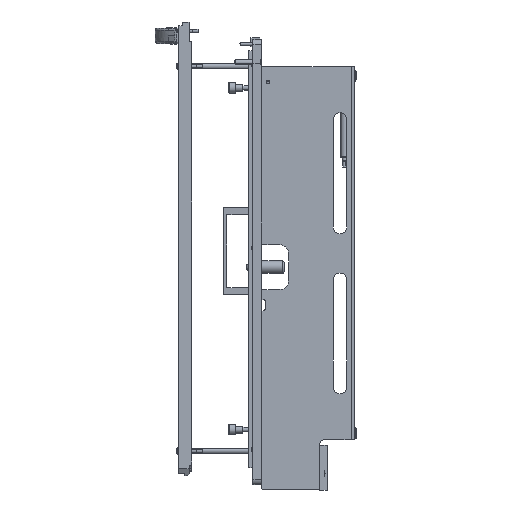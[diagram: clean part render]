
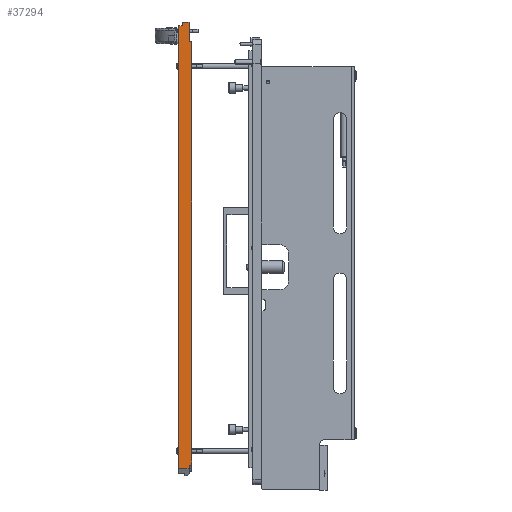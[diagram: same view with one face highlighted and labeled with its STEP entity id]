
A CAD part, left-side view. The second image highlights one B-rep face of the part: STEP entity #37294.
In plain terms, the highlighted face is planar.
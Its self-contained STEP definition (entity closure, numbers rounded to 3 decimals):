
#448 = LINE ( 'NONE', #31635, #47206 ) ;
#1006 = VECTOR ( 'NONE', #19850, 1000. ) ;
#1296 = CARTESIAN_POINT ( 'NONE',  ( 340.5, 7.5, -249.55 ) ) ;
#1400 = CARTESIAN_POINT ( 'NONE',  ( 340.5, 7.5, -249.55 ) ) ;
#2491 = VECTOR ( 'NONE', #50646, 1000. ) ;
#4302 = EDGE_CURVE ( 'NONE', #25134, #36339, #18818, .T. ) ;
#5735 = VERTEX_POINT ( 'NONE', #44149 ) ;
#5819 = VECTOR ( 'NONE', #49528, 1000. ) ;
#6115 = ORIENTED_EDGE ( 'NONE', *, *, #16504, .T. ) ;
#6168 = EDGE_CURVE ( 'NONE', #24631, #36339, #11180, .T. ) ;
#6347 = EDGE_LOOP ( 'NONE', ( #12649, #39743, #22838, #33340, #30107, #36591, #53528, #20788, #12253, #17569, #17132, #6115 ) ) ;
#6959 = EDGE_CURVE ( 'NONE', #30528, #5735, #24507, .T. ) ;
#9057 = EDGE_CURVE ( 'NONE', #32677, #34062, #9918, .T. ) ;
#9590 = CARTESIAN_POINT ( 'NONE',  ( 340.5, 7.5, 253.55 ) ) ;
#9918 = LINE ( 'NONE', #1400, #32389 ) ;
#10257 = CARTESIAN_POINT ( 'NONE',  ( 340.5, -4.3, 245.55 ) ) ;
#10491 = DIRECTION ( 'NONE',  ( 0., 0., -1. ) ) ;
#11180 = LINE ( 'NONE', #54576, #2491 ) ;
#11674 = DIRECTION ( 'NONE',  ( 0., 1., 0. ) ) ;
#11980 = VERTEX_POINT ( 'NONE', #25216 ) ;
#12253 = ORIENTED_EDGE ( 'NONE', *, *, #55461, .T. ) ;
#12649 = ORIENTED_EDGE ( 'NONE', *, *, #45217, .F. ) ;
#13359 = DIRECTION ( 'NONE',  ( 0., 0., 1. ) ) ;
#13464 = DIRECTION ( 'NONE',  ( 0., 0., -1. ) ) ;
#14252 = DIRECTION ( 'NONE',  ( 0., -1., 0. ) ) ;
#15536 = VECTOR ( 'NONE', #13464, 1000. ) ;
#16504 = EDGE_CURVE ( 'NONE', #25134, #49296, #34034, .T. ) ;
#17132 = ORIENTED_EDGE ( 'NONE', *, *, #4302, .F. ) ;
#17145 = FACE_OUTER_BOUND ( 'NONE', #6347, .T. ) ;
#17569 = ORIENTED_EDGE ( 'NONE', *, *, #6168, .T. ) ;
#18818 = LINE ( 'NONE', #45327, #5819 ) ;
#19452 = CARTESIAN_POINT ( 'NONE',  ( 340.5, -4.3, -253.55 ) ) ;
#19850 = DIRECTION ( 'NONE',  ( 0., -1., 0. ) ) ;
#20788 = ORIENTED_EDGE ( 'NONE', *, *, #9057, .F. ) ;
#21205 = CARTESIAN_POINT ( 'NONE',  ( 340.5, 3.2, -249.55 ) ) ;
#21329 = VECTOR ( 'NONE', #25515, 1000. ) ;
#22176 = CARTESIAN_POINT ( 'NONE',  ( 340.5, 7.5, 253.55 ) ) ;
#22313 = CARTESIAN_POINT ( 'NONE',  ( 340.5, -7.4, 253.55 ) ) ;
#22838 = ORIENTED_EDGE ( 'NONE', *, *, #27869, .T. ) ;
#22957 = LINE ( 'NONE', #35973, #34525 ) ;
#23957 = EDGE_CURVE ( 'NONE', #5735, #49570, #22957, .T. ) ;
#24507 = LINE ( 'NONE', #19452, #35040 ) ;
#24631 = VERTEX_POINT ( 'NONE', #52725 ) ;
#25134 = VERTEX_POINT ( 'NONE', #32603 ) ;
#25216 = CARTESIAN_POINT ( 'NONE',  ( 340.5, -7.4, 171.55 ) ) ;
#25515 = DIRECTION ( 'NONE',  ( 0., -1., 0. ) ) ;
#26587 = VECTOR ( 'NONE', #13359, 1000. ) ;
#27435 = VERTEX_POINT ( 'NONE', #52585 ) ;
#27869 = EDGE_CURVE ( 'NONE', #27435, #49570, #48410, .T. ) ;
#28566 = CARTESIAN_POINT ( 'NONE',  ( 340.5, -7.5, -253.55 ) ) ;
#30107 = ORIENTED_EDGE ( 'NONE', *, *, #6959, .F. ) ;
#30361 = CARTESIAN_POINT ( 'NONE',  ( 340.5, -7.5, 253.55 ) ) ;
#30528 = VERTEX_POINT ( 'NONE', #54930 ) ;
#31247 = DIRECTION ( 'NONE',  ( -1., 0., 0. ) ) ;
#31635 = CARTESIAN_POINT ( 'NONE',  ( 340.5, 3.2, -253.55 ) ) ;
#31809 = LINE ( 'NONE', #9590, #54657 ) ;
#32245 = CARTESIAN_POINT ( 'NONE',  ( 340.5, -7.5, -231.55 ) ) ;
#32389 = VECTOR ( 'NONE', #39537, 1000. ) ;
#32603 = CARTESIAN_POINT ( 'NONE',  ( 340.5, -4.3, 241.55 ) ) ;
#32677 = VERTEX_POINT ( 'NONE', #1296 ) ;
#33340 = ORIENTED_EDGE ( 'NONE', *, *, #23957, .F. ) ;
#33697 = LINE ( 'NONE', #28566, #55348 ) ;
#34034 = LINE ( 'NONE', #47268, #21329 ) ;
#34062 = VERTEX_POINT ( 'NONE', #21205 ) ;
#34193 = CARTESIAN_POINT ( 'NONE',  ( 340.5, 3.2, -253.55 ) ) ;
#34525 = VECTOR ( 'NONE', #14252, 1000. ) ;
#34805 = LINE ( 'NONE', #22313, #26587 ) ;
#35040 = VECTOR ( 'NONE', #53612, 1000. ) ;
#35973 = CARTESIAN_POINT ( 'NONE',  ( 340.5, -7.5, -231.55 ) ) ;
#36339 = VERTEX_POINT ( 'NONE', #10257 ) ;
#36576 = VERTEX_POINT ( 'NONE', #34193 ) ;
#36591 = ORIENTED_EDGE ( 'NONE', *, *, #53432, .T. ) ;
#37294 = ADVANCED_FACE ( 'NONE', ( #17145 ), #39188, .F. ) ;
#39188 = PLANE ( 'NONE',  #42087 ) ;
#39537 = DIRECTION ( 'NONE',  ( 0., -1., 0. ) ) ;
#39743 = ORIENTED_EDGE ( 'NONE', *, *, #48662, .T. ) ;
#40538 = DIRECTION ( 'NONE',  ( 0., 0., 1. ) ) ;
#42087 = AXIS2_PLACEMENT_3D ( 'NONE', #22176, #31247, #47611 ) ;
#43815 = EDGE_CURVE ( 'NONE', #34062, #36576, #448, .T. ) ;
#44149 = CARTESIAN_POINT ( 'NONE',  ( 340.5, -4.3, -231.55 ) ) ;
#45217 = EDGE_CURVE ( 'NONE', #11980, #49296, #34805, .T. ) ;
#45327 = CARTESIAN_POINT ( 'NONE',  ( 340.5, -4.3, 241.55 ) ) ;
#47206 = VECTOR ( 'NONE', #10491, 1000. ) ;
#47249 = CARTESIAN_POINT ( 'NONE',  ( 340.5, -7.4, 241.55 ) ) ;
#47268 = CARTESIAN_POINT ( 'NONE',  ( 340.5, 12.253, 241.55 ) ) ;
#47611 = DIRECTION ( 'NONE',  ( 0., 0., 1. ) ) ;
#48410 = LINE ( 'NONE', #30361, #15536 ) ;
#48662 = EDGE_CURVE ( 'NONE', #11980, #27435, #48956, .T. ) ;
#48956 = LINE ( 'NONE', #54556, #1006 ) ;
#49296 = VERTEX_POINT ( 'NONE', #47249 ) ;
#49528 = DIRECTION ( 'NONE',  ( 0., 0., 1. ) ) ;
#49570 = VERTEX_POINT ( 'NONE', #32245 ) ;
#50646 = DIRECTION ( 'NONE',  ( 0., -1., 0. ) ) ;
#52585 = CARTESIAN_POINT ( 'NONE',  ( 340.5, -7.5, 171.55 ) ) ;
#52725 = CARTESIAN_POINT ( 'NONE',  ( 340.5, 7.5, 245.55 ) ) ;
#53432 = EDGE_CURVE ( 'NONE', #30528, #36576, #33697, .T. ) ;
#53528 = ORIENTED_EDGE ( 'NONE', *, *, #43815, .F. ) ;
#53612 = DIRECTION ( 'NONE',  ( 0., 0., 1. ) ) ;
#54556 = CARTESIAN_POINT ( 'NONE',  ( 340.5, -7.4, 171.55 ) ) ;
#54576 = CARTESIAN_POINT ( 'NONE',  ( 340.5, 7.5, 245.55 ) ) ;
#54657 = VECTOR ( 'NONE', #40538, 1000. ) ;
#54930 = CARTESIAN_POINT ( 'NONE',  ( 340.5, -4.3, -253.55 ) ) ;
#55348 = VECTOR ( 'NONE', #11674, 1000. ) ;
#55461 = EDGE_CURVE ( 'NONE', #32677, #24631, #31809, .T. ) ;
